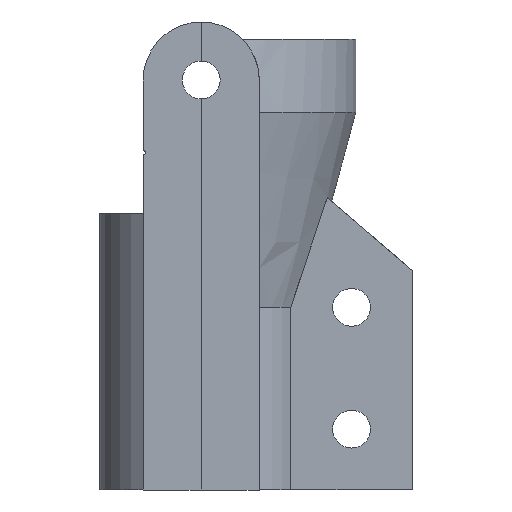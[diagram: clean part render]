
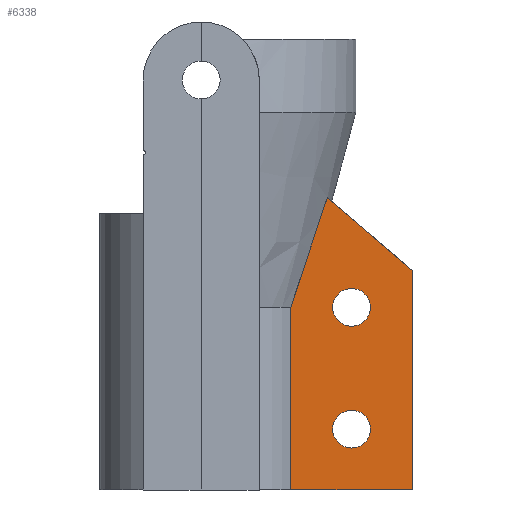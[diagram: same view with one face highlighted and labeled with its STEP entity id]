
A CAD part, front view. The second image highlights one B-rep face of the part: STEP entity #6338.
In plain terms, the highlighted planar face has unit normal (0, -1, 0).
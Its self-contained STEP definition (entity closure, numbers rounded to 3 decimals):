
#4065 = PLANE('',#4066);
#4066 = AXIS2_PLACEMENT_3D('',#4067,#4068,#4069);
#4067 = CARTESIAN_POINT('',(7.35,-0.375,15.));
#4068 = DIRECTION('',(1.,0.,0.));
#4069 = DIRECTION('',(0.,0.,-1.));
#4101 = PLANE('',#4102);
#4102 = AXIS2_PLACEMENT_3D('',#4103,#4104,#4105);
#4103 = CARTESIAN_POINT('',(7.35,-0.375,0.));
#4104 = DIRECTION('',(0.,0.,1.));
#4105 = DIRECTION('',(1.,0.,0.));
#4824 = PLANE('',#4825);
#4825 = AXIS2_PLACEMENT_3D('',#4826,#4827,#4828);
#4826 = CARTESIAN_POINT('',(7.35,-0.375,15.));
#4827 = DIRECTION('',(-0.948,0.,0.317));
#4828 = DIRECTION('',(0.317,0.,0.948));
#4856 = PLANE('',#4857);
#4857 = AXIS2_PLACEMENT_3D('',#4858,#4859,#4860);
#4858 = CARTESIAN_POINT('',(10.359,-0.375,24.));
#4859 = DIRECTION('',(0.651,0.,0.759));
#4860 = DIRECTION('',(0.759,0.,-0.651));
#5334 = VERTEX_POINT('',#5335);
#5335 = CARTESIAN_POINT('',(7.35,-4.,15.));
#5356 = EDGE_CURVE('',#5334,#5357,#5359,.T.);
#5357 = VERTEX_POINT('',#5358);
#5358 = CARTESIAN_POINT('',(7.35,-4.,0.));
#5359 = SURFACE_CURVE('',#5360,(#5364,#5371),.PCURVE_S1.);
#5360 = LINE('',#5361,#5362);
#5361 = CARTESIAN_POINT('',(7.35,-4.,15.));
#5362 = VECTOR('',#5363,1.);
#5363 = DIRECTION('',(0.,0.,-1.));
#5364 = PCURVE('',#4065,#5365);
#5365 = DEFINITIONAL_REPRESENTATION('',(#5366),#5370);
#5366 = LINE('',#5367,#5368);
#5367 = CARTESIAN_POINT('',(0.,-3.625));
#5368 = VECTOR('',#5369,1.);
#5369 = DIRECTION('',(1.,0.));
#5370 = ( GEOMETRIC_REPRESENTATION_CONTEXT(2) 
PARAMETRIC_REPRESENTATION_CONTEXT() REPRESENTATION_CONTEXT('2D SPACE',''
  ) );
#5371 = PCURVE('',#5372,#5377);
#5372 = PLANE('',#5373);
#5373 = AXIS2_PLACEMENT_3D('',#5374,#5375,#5376);
#5374 = CARTESIAN_POINT('',(12.28,-4.,10.583));
#5375 = DIRECTION('',(0.,1.,0.));
#5376 = DIRECTION('',(0.,0.,1.));
#5377 = DEFINITIONAL_REPRESENTATION('',(#5378),#5382);
#5378 = LINE('',#5379,#5380);
#5379 = CARTESIAN_POINT('',(4.417,-4.93));
#5380 = VECTOR('',#5381,1.);
#5381 = DIRECTION('',(-1.,0.));
#5382 = ( GEOMETRIC_REPRESENTATION_CONTEXT(2) 
PARAMETRIC_REPRESENTATION_CONTEXT() REPRESENTATION_CONTEXT('2D SPACE',''
  ) );
#5410 = EDGE_CURVE('',#5357,#5411,#5413,.T.);
#5411 = VERTEX_POINT('',#5412);
#5412 = CARTESIAN_POINT('',(17.35,-4.,0.));
#5413 = SURFACE_CURVE('',#5414,(#5418,#5425),.PCURVE_S1.);
#5414 = LINE('',#5415,#5416);
#5415 = CARTESIAN_POINT('',(7.35,-4.,0.));
#5416 = VECTOR('',#5417,1.);
#5417 = DIRECTION('',(1.,0.,0.));
#5418 = PCURVE('',#4101,#5419);
#5419 = DEFINITIONAL_REPRESENTATION('',(#5420),#5424);
#5420 = LINE('',#5421,#5422);
#5421 = CARTESIAN_POINT('',(0.,-3.625));
#5422 = VECTOR('',#5423,1.);
#5423 = DIRECTION('',(1.,0.));
#5424 = ( GEOMETRIC_REPRESENTATION_CONTEXT(2) 
PARAMETRIC_REPRESENTATION_CONTEXT() REPRESENTATION_CONTEXT('2D SPACE',''
  ) );
#5425 = PCURVE('',#5372,#5426);
#5426 = DEFINITIONAL_REPRESENTATION('',(#5427),#5431);
#5427 = LINE('',#5428,#5429);
#5428 = CARTESIAN_POINT('',(-10.583,-4.93));
#5429 = VECTOR('',#5430,1.);
#5430 = DIRECTION('',(0.,1.));
#5431 = ( GEOMETRIC_REPRESENTATION_CONTEXT(2) 
PARAMETRIC_REPRESENTATION_CONTEXT() REPRESENTATION_CONTEXT('2D SPACE',''
  ) );
#5449 = PLANE('',#5450);
#5450 = AXIS2_PLACEMENT_3D('',#5451,#5452,#5453);
#5451 = CARTESIAN_POINT('',(17.35,-0.375,18.));
#5452 = DIRECTION('',(1.,0.,0.));
#5453 = DIRECTION('',(0.,0.,-1.));
#5555 = CYLINDRICAL_SURFACE('',#5556,1.552);
#5556 = AXIS2_PLACEMENT_3D('',#5557,#5558,#5559);
#5557 = CARTESIAN_POINT('',(12.35,-0.375,5.));
#5558 = DIRECTION('',(0.,1.,0.));
#5559 = DIRECTION('',(1.,0.,0.));
#5590 = CYLINDRICAL_SURFACE('',#5591,1.552);
#5591 = AXIS2_PLACEMENT_3D('',#5592,#5593,#5594);
#5592 = CARTESIAN_POINT('',(12.35,-0.375,15.));
#5593 = DIRECTION('',(0.,1.,0.));
#5594 = DIRECTION('',(1.,0.,0.));
#6245 = VERTEX_POINT('',#6246);
#6246 = CARTESIAN_POINT('',(10.359,-4.,24.));
#6267 = EDGE_CURVE('',#6245,#6268,#6270,.T.);
#6268 = VERTEX_POINT('',#6269);
#6269 = CARTESIAN_POINT('',(17.35,-4.,18.));
#6270 = SURFACE_CURVE('',#6271,(#6275,#6282),.PCURVE_S1.);
#6271 = LINE('',#6272,#6273);
#6272 = CARTESIAN_POINT('',(10.359,-4.,24.));
#6273 = VECTOR('',#6274,1.);
#6274 = DIRECTION('',(0.759,0.,-0.651));
#6275 = PCURVE('',#4856,#6276);
#6276 = DEFINITIONAL_REPRESENTATION('',(#6277),#6281);
#6277 = LINE('',#6278,#6279);
#6278 = CARTESIAN_POINT('',(0.,-3.625));
#6279 = VECTOR('',#6280,1.);
#6280 = DIRECTION('',(1.,0.));
#6281 = ( GEOMETRIC_REPRESENTATION_CONTEXT(2) 
PARAMETRIC_REPRESENTATION_CONTEXT() REPRESENTATION_CONTEXT('2D SPACE',''
  ) );
#6282 = PCURVE('',#5372,#6283);
#6283 = DEFINITIONAL_REPRESENTATION('',(#6284),#6288);
#6284 = LINE('',#6285,#6286);
#6285 = CARTESIAN_POINT('',(13.417,-1.921));
#6286 = VECTOR('',#6287,1.);
#6287 = DIRECTION('',(-0.651,0.759));
#6288 = ( GEOMETRIC_REPRESENTATION_CONTEXT(2) 
PARAMETRIC_REPRESENTATION_CONTEXT() REPRESENTATION_CONTEXT('2D SPACE',''
  ) );
#6317 = EDGE_CURVE('',#5334,#6245,#6318,.T.);
#6318 = SURFACE_CURVE('',#6319,(#6323,#6330),.PCURVE_S1.);
#6319 = LINE('',#6320,#6321);
#6320 = CARTESIAN_POINT('',(7.35,-4.,15.));
#6321 = VECTOR('',#6322,1.);
#6322 = DIRECTION('',(0.317,0.,0.948));
#6323 = PCURVE('',#4824,#6324);
#6324 = DEFINITIONAL_REPRESENTATION('',(#6325),#6329);
#6325 = LINE('',#6326,#6327);
#6326 = CARTESIAN_POINT('',(0.,-3.625));
#6327 = VECTOR('',#6328,1.);
#6328 = DIRECTION('',(1.,0.));
#6329 = ( GEOMETRIC_REPRESENTATION_CONTEXT(2) 
PARAMETRIC_REPRESENTATION_CONTEXT() REPRESENTATION_CONTEXT('2D SPACE',''
  ) );
#6330 = PCURVE('',#5372,#6331);
#6331 = DEFINITIONAL_REPRESENTATION('',(#6332),#6336);
#6332 = LINE('',#6333,#6334);
#6333 = CARTESIAN_POINT('',(4.417,-4.93));
#6334 = VECTOR('',#6335,1.);
#6335 = DIRECTION('',(0.948,0.317));
#6336 = ( GEOMETRIC_REPRESENTATION_CONTEXT(2) 
PARAMETRIC_REPRESENTATION_CONTEXT() REPRESENTATION_CONTEXT('2D SPACE',''
  ) );
#6338 = ADVANCED_FACE('',(#6339,#6366,#6396),#5372,.F.);
#6339 = FACE_BOUND('',#6340,.F.);
#6340 = EDGE_LOOP('',(#6341,#6342,#6343,#6364,#6365));
#6341 = ORIENTED_EDGE('',*,*,#6317,.T.);
#6342 = ORIENTED_EDGE('',*,*,#6267,.T.);
#6343 = ORIENTED_EDGE('',*,*,#6344,.T.);
#6344 = EDGE_CURVE('',#6268,#5411,#6345,.T.);
#6345 = SURFACE_CURVE('',#6346,(#6350,#6357),.PCURVE_S1.);
#6346 = LINE('',#6347,#6348);
#6347 = CARTESIAN_POINT('',(17.35,-4.,18.));
#6348 = VECTOR('',#6349,1.);
#6349 = DIRECTION('',(0.,0.,-1.));
#6350 = PCURVE('',#5372,#6351);
#6351 = DEFINITIONAL_REPRESENTATION('',(#6352),#6356);
#6352 = LINE('',#6353,#6354);
#6353 = CARTESIAN_POINT('',(7.417,5.07));
#6354 = VECTOR('',#6355,1.);
#6355 = DIRECTION('',(-1.,0.));
#6356 = ( GEOMETRIC_REPRESENTATION_CONTEXT(2) 
PARAMETRIC_REPRESENTATION_CONTEXT() REPRESENTATION_CONTEXT('2D SPACE',''
  ) );
#6357 = PCURVE('',#5449,#6358);
#6358 = DEFINITIONAL_REPRESENTATION('',(#6359),#6363);
#6359 = LINE('',#6360,#6361);
#6360 = CARTESIAN_POINT('',(0.,-3.625));
#6361 = VECTOR('',#6362,1.);
#6362 = DIRECTION('',(1.,0.));
#6363 = ( GEOMETRIC_REPRESENTATION_CONTEXT(2) 
PARAMETRIC_REPRESENTATION_CONTEXT() REPRESENTATION_CONTEXT('2D SPACE',''
  ) );
#6364 = ORIENTED_EDGE('',*,*,#5410,.F.);
#6365 = ORIENTED_EDGE('',*,*,#5356,.F.);
#6366 = FACE_BOUND('',#6367,.F.);
#6367 = EDGE_LOOP('',(#6368));
#6368 = ORIENTED_EDGE('',*,*,#6369,.T.);
#6369 = EDGE_CURVE('',#6370,#6370,#6372,.T.);
#6370 = VERTEX_POINT('',#6371);
#6371 = CARTESIAN_POINT('',(13.902,-4.,5.));
#6372 = SURFACE_CURVE('',#6373,(#6378,#6389),.PCURVE_S1.);
#6373 = CIRCLE('',#6374,1.552);
#6374 = AXIS2_PLACEMENT_3D('',#6375,#6376,#6377);
#6375 = CARTESIAN_POINT('',(12.35,-4.,5.));
#6376 = DIRECTION('',(0.,-1.,0.));
#6377 = DIRECTION('',(1.,0.,0.));
#6378 = PCURVE('',#5372,#6379);
#6379 = DEFINITIONAL_REPRESENTATION('',(#6380),#6388);
#6380 = ( BOUNDED_CURVE() B_SPLINE_CURVE(2,(#6381,#6382,#6383,#6384,
#6385,#6386,#6387),.UNSPECIFIED.,.T.,.F.) B_SPLINE_CURVE_WITH_KNOTS((1,2
    ,2,2,2,1),(-2.094,0.,2.094,4.189,
6.283,8.378),.UNSPECIFIED.) CURVE() 
GEOMETRIC_REPRESENTATION_ITEM() RATIONAL_B_SPLINE_CURVE((1.,0.5,1.,0.5,
1.,0.5,1.)) REPRESENTATION_ITEM('') );
#6381 = CARTESIAN_POINT('',(-5.583,1.622));
#6382 = CARTESIAN_POINT('',(-2.895,1.622));
#6383 = CARTESIAN_POINT('',(-4.239,-0.706));
#6384 = CARTESIAN_POINT('',(-5.583,-3.034));
#6385 = CARTESIAN_POINT('',(-6.927,-0.706));
#6386 = CARTESIAN_POINT('',(-8.271,1.622));
#6387 = CARTESIAN_POINT('',(-5.583,1.622));
#6388 = ( GEOMETRIC_REPRESENTATION_CONTEXT(2) 
PARAMETRIC_REPRESENTATION_CONTEXT() REPRESENTATION_CONTEXT('2D SPACE',''
  ) );
#6389 = PCURVE('',#5555,#6390);
#6390 = DEFINITIONAL_REPRESENTATION('',(#6391),#6395);
#6391 = LINE('',#6392,#6393);
#6392 = CARTESIAN_POINT('',(-0.,-3.625));
#6393 = VECTOR('',#6394,1.);
#6394 = DIRECTION('',(-1.,0.));
#6395 = ( GEOMETRIC_REPRESENTATION_CONTEXT(2) 
PARAMETRIC_REPRESENTATION_CONTEXT() REPRESENTATION_CONTEXT('2D SPACE',''
  ) );
#6396 = FACE_BOUND('',#6397,.F.);
#6397 = EDGE_LOOP('',(#6398));
#6398 = ORIENTED_EDGE('',*,*,#6399,.T.);
#6399 = EDGE_CURVE('',#6400,#6400,#6402,.T.);
#6400 = VERTEX_POINT('',#6401);
#6401 = CARTESIAN_POINT('',(13.902,-4.,15.));
#6402 = SURFACE_CURVE('',#6403,(#6408,#6419),.PCURVE_S1.);
#6403 = CIRCLE('',#6404,1.552);
#6404 = AXIS2_PLACEMENT_3D('',#6405,#6406,#6407);
#6405 = CARTESIAN_POINT('',(12.35,-4.,15.));
#6406 = DIRECTION('',(0.,-1.,0.));
#6407 = DIRECTION('',(1.,0.,0.));
#6408 = PCURVE('',#5372,#6409);
#6409 = DEFINITIONAL_REPRESENTATION('',(#6410),#6418);
#6410 = ( BOUNDED_CURVE() B_SPLINE_CURVE(2,(#6411,#6412,#6413,#6414,
#6415,#6416,#6417),.UNSPECIFIED.,.T.,.F.) B_SPLINE_CURVE_WITH_KNOTS((1,2
    ,2,2,2,1),(-2.094,0.,2.094,4.189,
6.283,8.378),.UNSPECIFIED.) CURVE() 
GEOMETRIC_REPRESENTATION_ITEM() RATIONAL_B_SPLINE_CURVE((1.,0.5,1.,0.5,
1.,0.5,1.)) REPRESENTATION_ITEM('') );
#6411 = CARTESIAN_POINT('',(4.417,1.622));
#6412 = CARTESIAN_POINT('',(7.105,1.622));
#6413 = CARTESIAN_POINT('',(5.761,-0.706));
#6414 = CARTESIAN_POINT('',(4.417,-3.034));
#6415 = CARTESIAN_POINT('',(3.073,-0.706));
#6416 = CARTESIAN_POINT('',(1.729,1.622));
#6417 = CARTESIAN_POINT('',(4.417,1.622));
#6418 = ( GEOMETRIC_REPRESENTATION_CONTEXT(2) 
PARAMETRIC_REPRESENTATION_CONTEXT() REPRESENTATION_CONTEXT('2D SPACE',''
  ) );
#6419 = PCURVE('',#5590,#6420);
#6420 = DEFINITIONAL_REPRESENTATION('',(#6421),#6425);
#6421 = LINE('',#6422,#6423);
#6422 = CARTESIAN_POINT('',(-0.,-3.625));
#6423 = VECTOR('',#6424,1.);
#6424 = DIRECTION('',(-1.,0.));
#6425 = ( GEOMETRIC_REPRESENTATION_CONTEXT(2) 
PARAMETRIC_REPRESENTATION_CONTEXT() REPRESENTATION_CONTEXT('2D SPACE',''
  ) );
